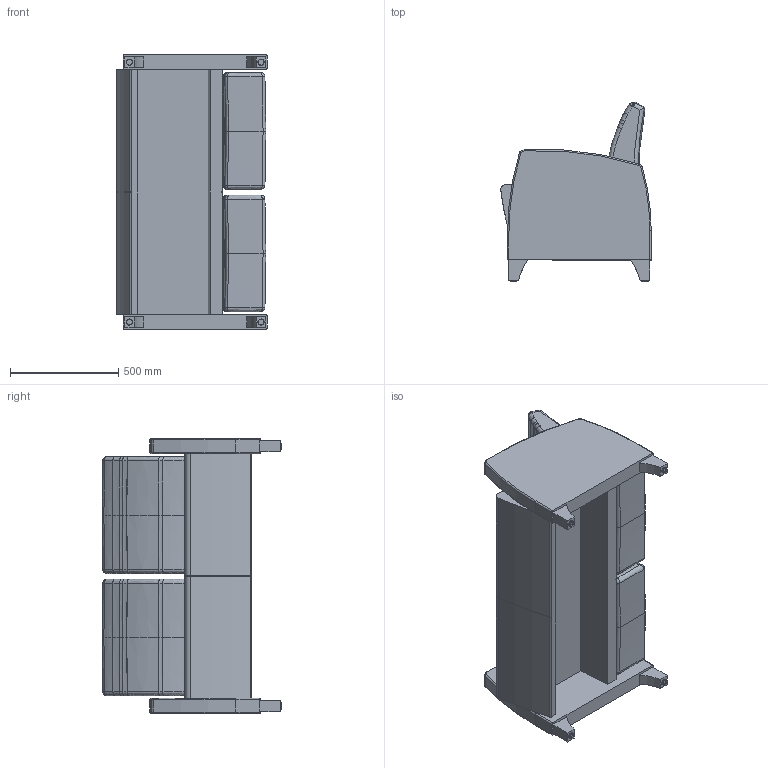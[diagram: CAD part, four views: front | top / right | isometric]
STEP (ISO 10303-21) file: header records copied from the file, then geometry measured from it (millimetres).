
FILE_DESCRIPTION(/* description */ (''),/* implementation_level */ '2;1');
FILE_NAME(/* name */ 'KOU20F (SYMBOL).stp',/* time_stamp */ '2017-03-13T15:13:21-04:00',/* author */ ('emerkel'),/* organization */ (''),/* preprocessor_version */ 'ST-DEVELOPER v16.5',/* originating_system */ 'Autodesk Inventor 2017',/* authorisation */ '');
FILE_SCHEMA (('AUTOMOTIVE_DESIGN { 1 0 10303 214 3 1 1 }'));
Length unit declared in the file: inch
Products named in the file (7): KOU20F (SYMBOL); NEW KOU LEG; NEW KOU LEG_1; GLIDE APFAA06-1; KOU20 USEAT; KOD10 ARM2; KOU10 NEW BACK
Assembly tree (11 placements, depth 3):
  KOU20F (SYMBOL)
    NEW KOU LEG  x4
      NEW KOU LEG_1
      GLIDE APFAA06-1
    KOU20 USEAT
    KOD10 ARM2  x2
    KOU10 NEW BACK  x2
Bounding box: 694.61 x 828.37 x 1270 mm (x, y, z)
Volume: 239844984.6 mm3; surface area: 5958309.5 mm2
Topology: 29 solids, 29 shells, 546 faces, 1270 edges, 786 vertices
Faces by surface type: plane 186, bspline 176, cylinder 76, cone 64, torus 44
Full cylindrical faces by diameter (mm): 10.77 x4, 16.002 x4, 19.05 x4, 28.575 x4
Entity records: 9033 total; most frequent: CARTESIAN_POINT 3843, ORIENTED_EDGE 1060, DIRECTION 1029, EDGE_CURVE 530, AXIS2_PLACEMENT_3D 444, VERTEX_POINT 327, CIRCLE 245, EDGE_LOOP 237
